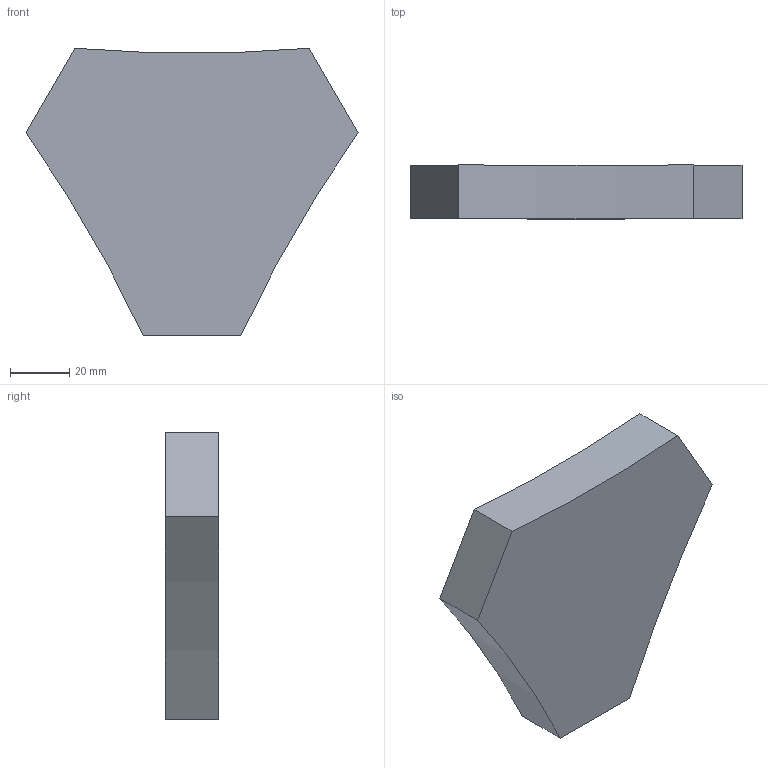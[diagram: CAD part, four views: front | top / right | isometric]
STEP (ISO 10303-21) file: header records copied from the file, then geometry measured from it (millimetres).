
FILE_DESCRIPTION(/* description */ (''),/* implementation_level */ '2;1');
FILE_NAME(/* name */ 'Aecia_haut.step',/* time_stamp */ '2022-10-29T21:26:21+02:00',/* author */ (''),/* organization */ (''),/* preprocessor_version */ 'ST-DEVELOPER v19.2',/* originating_system */ 'Autodesk Translation Framework v11.17.0.187',/* authorisation */ '');
FILE_SCHEMA (('AUTOMOTIVE_DESIGN { 1 0 10303 214 3 1 1 }'));
Length unit declared in the file: millimetre
Products named in the file (1): Aecia_haut
Bounding box: 111.69 x 18 x 96.73 mm (x, y, z)
Volume: 123849.2 mm3; surface area: 25400.9 mm2
Topology: 1 solids, 1 shells, 23 faces, 54 edges, 36 vertices
Faces by surface type: cylinder 15, plane 8
Entity records: 711 total; most frequent: DIRECTION 132, CARTESIAN_POINT 114, ORIENTED_EDGE 108, EDGE_CURVE 54, AXIS2_PLACEMENT_3D 54, VERTEX_POINT 36, CIRCLE 30, EDGE_LOOP 26
